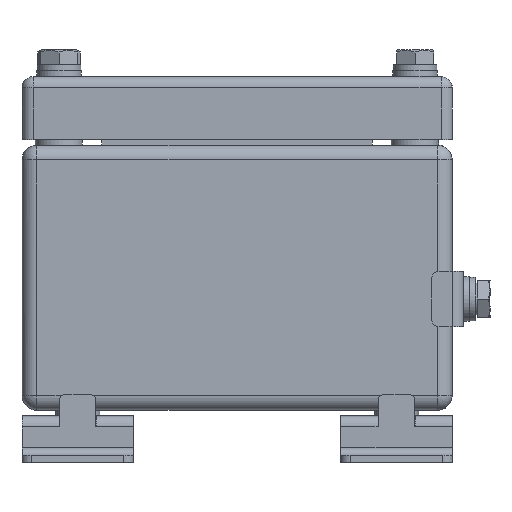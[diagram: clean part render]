
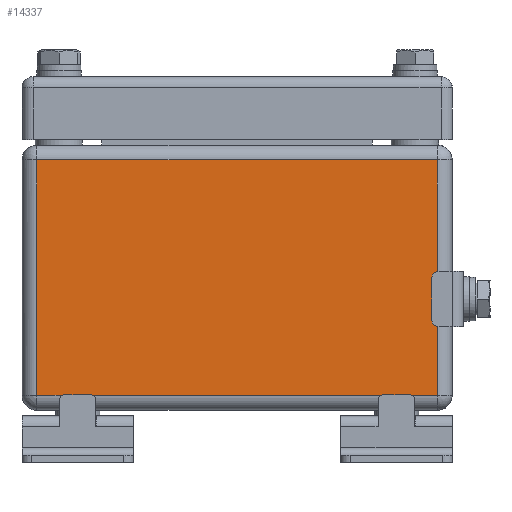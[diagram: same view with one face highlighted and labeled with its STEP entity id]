
A CAD part, front view. The second image highlights one B-rep face of the part: STEP entity #14337.
In plain terms, the highlighted planar face has unit normal (0, -1, 0).
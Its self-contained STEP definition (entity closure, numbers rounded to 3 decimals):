
#10703=CARTESIAN_POINT('',(47.198,-88.,4.));
#10704=VERTEX_POINT('',#10703);
#10712=CARTESIAN_POINT('',(46.45,-88.,4.2));
#10713=VERTEX_POINT('',#10712);
#10714=CARTESIAN_POINT('',(46.45,-88.,2.7));
#10715=DIRECTION('',(0.,1.0,0.));
#10716=DIRECTION('',(0.707,0.,0.707));
#10717=AXIS2_PLACEMENT_3D('',#10714,#10715,#10716);
#10718=CIRCLE('',#10717,1.5);
#10719=EDGE_CURVE('',#10713,#10704,#10718,.T.);
#10855=CARTESIAN_POINT('',(38.802,-88.,4.0));
#10856=VERTEX_POINT('',#10855);
#10857=CARTESIAN_POINT('',(39.55,-88.,4.2));
#10858=VERTEX_POINT('',#10857);
#10859=CARTESIAN_POINT('',(39.55,-88.,2.7));
#10860=DIRECTION('',(0.,1.0,0.));
#10861=DIRECTION('',(-0.707,0.,0.707));
#10862=AXIS2_PLACEMENT_3D('',#10859,#10860,#10861);
#10863=CIRCLE('',#10862,1.5);
#10864=EDGE_CURVE('',#10856,#10858,#10863,.T.);
#11583=CARTESIAN_POINT('',(39.55,-88.,4.2));
#11584=DIRECTION('',(1.0,0.0,0.0));
#11585=VECTOR('',#11584,6.9);
#11586=LINE('',#11583,#11585);
#11587=EDGE_CURVE('',#10858,#10713,#11586,.T.);
#11986=CARTESIAN_POINT('',(-38.802,-88.,4.));
#11987=VERTEX_POINT('',#11986);
#11995=CARTESIAN_POINT('',(-39.55,-88.,4.2));
#11996=VERTEX_POINT('',#11995);
#11997=CARTESIAN_POINT('',(-39.55,-88.,2.7));
#11998=DIRECTION('',(0.0,1.0,0.0));
#11999=DIRECTION('',(0.707,0.0,0.707));
#12000=AXIS2_PLACEMENT_3D('',#11997,#11998,#11999);
#12001=CIRCLE('',#12000,1.5);
#12002=EDGE_CURVE('',#11996,#11987,#12001,.T.);
#12138=CARTESIAN_POINT('',(-47.198,-88.,4.));
#12139=VERTEX_POINT('',#12138);
#12140=CARTESIAN_POINT('',(-46.45,-88.,4.2));
#12141=VERTEX_POINT('',#12140);
#12142=CARTESIAN_POINT('',(-46.45,-88.,2.7));
#12143=DIRECTION('',(0.0,1.0,0.0));
#12144=DIRECTION('',(-0.707,0.0,0.707));
#12145=AXIS2_PLACEMENT_3D('',#12142,#12143,#12144);
#12146=CIRCLE('',#12145,1.5);
#12147=EDGE_CURVE('',#12139,#12141,#12146,.T.);
#12866=CARTESIAN_POINT('',(-46.45,-88.,4.2));
#12867=DIRECTION('',(1.0,0.0,0.0));
#12868=VECTOR('',#12867,6.9);
#12869=LINE('',#12866,#12868);
#12870=EDGE_CURVE('',#12141,#11996,#12869,.T.);
#13807=CARTESIAN_POINT('',(54.,-88.,67.5));
#13808=VERTEX_POINT('',#13807);
#13913=CARTESIAN_POINT('',(54.,-88.,4.0));
#13914=VERTEX_POINT('',#13913);
#13962=CARTESIAN_POINT('',(54.,-88.,67.5));
#13963=DIRECTION('',(0.0,0.0,-1.0));
#13964=VECTOR('',#13963,63.5);
#13965=LINE('',#13962,#13964);
#13966=EDGE_CURVE('',#13808,#13914,#13965,.T.);
#13990=CARTESIAN_POINT('',(-54.,-88.,67.5));
#13991=VERTEX_POINT('',#13990);
#14025=CARTESIAN_POINT('',(-54.,-88.,4.0));
#14026=VERTEX_POINT('',#14025);
#14057=CARTESIAN_POINT('',(54.,-88.,4.0));
#14058=DIRECTION('',(-1.0,0.0,0.0));
#14059=VECTOR('',#14058,6.802);
#14060=LINE('',#14057,#14059);
#14061=EDGE_CURVE('',#13914,#10704,#14060,.T.);
#14064=CARTESIAN_POINT('',(38.802,-88.,4.0));
#14065=DIRECTION('',(-1.0,0.0,0.0));
#14066=VECTOR('',#14065,77.603);
#14067=LINE('',#14064,#14066);
#14068=EDGE_CURVE('',#10856,#11987,#14067,.T.);
#14071=CARTESIAN_POINT('',(-47.198,-88.,4.0));
#14072=DIRECTION('',(-1.0,0.0,0.0));
#14073=VECTOR('',#14072,6.802);
#14074=LINE('',#14071,#14073);
#14075=EDGE_CURVE('',#12139,#14026,#14074,.T.);
#14093=CARTESIAN_POINT('',(-54.,-88.,4.0));
#14094=DIRECTION('',(0.0,0.0,1.0));
#14095=VECTOR('',#14094,63.5);
#14096=LINE('',#14093,#14095);
#14097=EDGE_CURVE('',#14026,#13991,#14096,.T.);
#14130=CARTESIAN_POINT('',(-54.,-88.,67.5));
#14131=DIRECTION('',(1.0,0.0,0.0));
#14132=VECTOR('',#14131,108.);
#14133=LINE('',#14130,#14132);
#14134=EDGE_CURVE('',#13991,#13808,#14133,.T.);
#14318=CARTESIAN_POINT('',(58.,-88.,0.0));
#14319=DIRECTION('',(0.0,-1.0,0.0));
#14320=DIRECTION('',(0.0,0.0,-1.0));
#14321=AXIS2_PLACEMENT_3D('',#14318,#14319,#14320);
#14322=PLANE('',#14321);
#14323=ORIENTED_EDGE('',*,*,#10719,.T.);
#14324=ORIENTED_EDGE('',*,*,#14061,.F.);
#14325=ORIENTED_EDGE('',*,*,#13966,.F.);
#14326=ORIENTED_EDGE('',*,*,#14134,.F.);
#14327=ORIENTED_EDGE('',*,*,#14097,.F.);
#14328=ORIENTED_EDGE('',*,*,#14075,.F.);
#14329=ORIENTED_EDGE('',*,*,#12147,.T.);
#14330=ORIENTED_EDGE('',*,*,#12870,.T.);
#14331=ORIENTED_EDGE('',*,*,#12002,.T.);
#14332=ORIENTED_EDGE('',*,*,#14068,.F.);
#14333=ORIENTED_EDGE('',*,*,#10864,.T.);
#14334=ORIENTED_EDGE('',*,*,#11587,.T.);
#14335=EDGE_LOOP('',(#14323,#14324,#14325,#14326,#14327,#14328,#14329,#14330,#14331,#14332,#14333,#14334));
#14336=FACE_OUTER_BOUND('',#14335,.T.);
#14337=ADVANCED_FACE('',(#14336),#14322,.T.);
